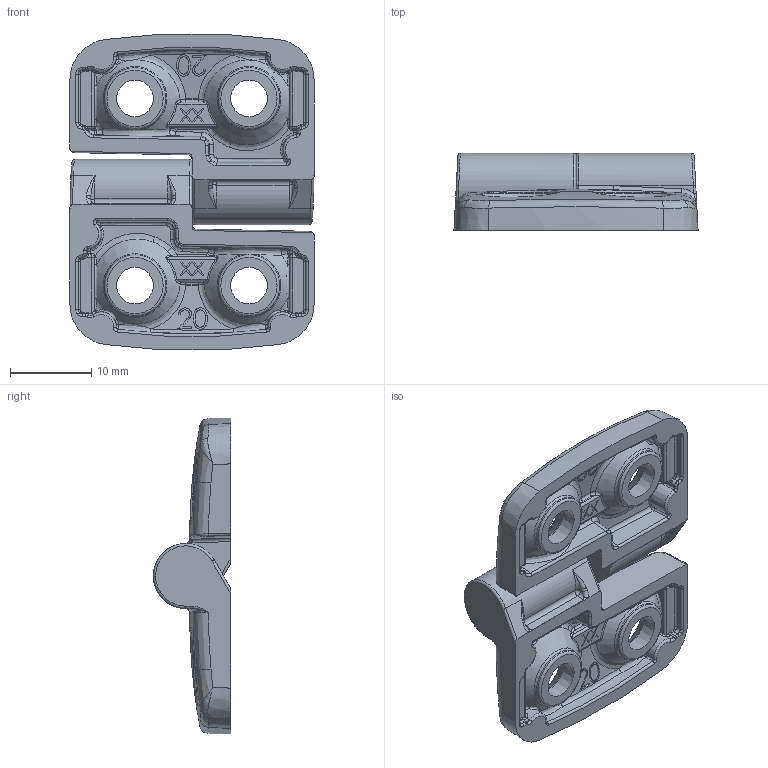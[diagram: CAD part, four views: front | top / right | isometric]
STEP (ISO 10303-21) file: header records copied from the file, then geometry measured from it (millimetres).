
FILE_DESCRIPTION(/* description */ (''),/* implementation_level */ '2;1');
FILE_NAME(/* name */ '612020L.stp',/* time_stamp */ '2018-08-11T10:36:57+02:00',/* author */ ('Špaček'),/* organization */ ('Alutec K&K'),/* preprocessor_version */ 'ST-DEVELOPER v16.1',/* originating_system */ 'Autodesk Inventor 2016',/* authorisation */ '');
FILE_SCHEMA (('AUTOMOTIVE_DESIGN { 1 0 10303 214 3 1 1 }'));
Length unit declared in the file: millimetre
Products named in the file (3): 095K20_U_TAB_095K20L00; 095K.06E; 612020L
Assembly tree (3 placements, depth 2):
  612020L
    095K20_U_TAB_095K20L00  x2
    095K.06E
Bounding box: 30 x 9.5 x 38.83 mm (x, y, z)
Volume: 4106.2 mm3; surface area: 4154.9 mm2
Topology: 3 solids, 3 shells, 812 faces, 1997 edges, 1187 vertices
Faces by surface type: bspline 372, plane 244, cylinder 120, torus 32, cone 32, sphere 12
Full cylindrical faces by diameter (mm): 3 x4
Entity records: 19264 total; most frequent: CARTESIAN_POINT 9160, ORIENTED_EDGE 2238, DIRECTION 1933, EDGE_CURVE 1119, AXIS2_PLACEMENT_3D 765, VERTEX_POINT 674, EDGE_LOOP 499, FACE_OUTER_BOUND 472
